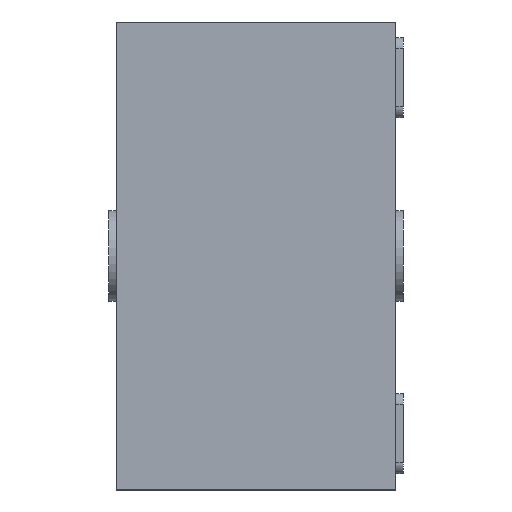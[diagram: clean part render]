
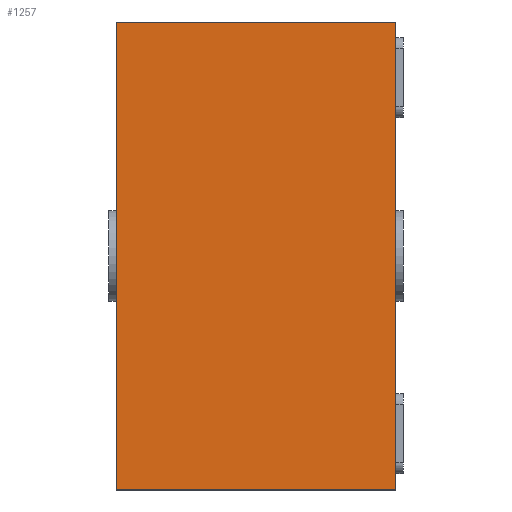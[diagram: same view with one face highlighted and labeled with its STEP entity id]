
A CAD part, left-side view. The second image highlights one B-rep face of the part: STEP entity #1257.
In plain terms, the highlighted planar face has unit normal (-1, 0, 0).
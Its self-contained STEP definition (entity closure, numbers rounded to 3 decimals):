
#81 = AXIS2_PLACEMENT_3D ( 'NONE', #2286, #2299, #919 ) ;
#147 = LINE ( 'NONE', #349, #2300 ) ;
#247 = LINE ( 'NONE', #1447, #2482 ) ;
#279 = EDGE_CURVE ( 'NONE', #853, #417, #2424, .T. ) ;
#336 = FACE_OUTER_BOUND ( 'NONE', #1411, .T. ) ;
#349 = CARTESIAN_POINT ( 'NONE',  ( -1.019, 0.385, 0.644 ) ) ;
#352 = VECTOR ( 'NONE', #2084, 1000. ) ;
#357 = EDGE_CURVE ( 'NONE', #417, #2450, #147, .T. ) ;
#417 = VERTEX_POINT ( 'NONE', #1934 ) ;
#500 = PLANE ( 'NONE',  #81 ) ;
#518 = LINE ( 'NONE', #1307, #611 ) ;
#569 = ORIENTED_EDGE ( 'NONE', *, *, #279, .F. ) ;
#611 = VECTOR ( 'NONE', #1875, 1000. ) ;
#853 = VERTEX_POINT ( 'NONE', #1912 ) ;
#877 = ORIENTED_EDGE ( 'NONE', *, *, #947, .T. ) ;
#919 = DIRECTION ( 'NONE',  ( 0., 0., -1. ) ) ;
#947 = EDGE_CURVE ( 'NONE', #1123, #2450, #518, .T. ) ;
#1123 = VERTEX_POINT ( 'NONE', #2422 ) ;
#1197 = EDGE_CURVE ( 'NONE', #853, #1123, #247, .T. ) ;
#1214 = ORIENTED_EDGE ( 'NONE', *, *, #357, .F. ) ;
#1257 = ADVANCED_FACE ( 'NONE', ( #336 ), #500, .F. ) ;
#1307 = CARTESIAN_POINT ( 'NONE',  ( -1.019, -0.385, 0.644 ) ) ;
#1411 = EDGE_LOOP ( 'NONE', ( #877, #1214, #569, #2276 ) ) ;
#1447 = CARTESIAN_POINT ( 'NONE',  ( -1.019, 0.385, -0.644 ) ) ;
#1498 = CARTESIAN_POINT ( 'NONE',  ( -1.019, 0.385, 0.644 ) ) ;
#1813 = DIRECTION ( 'NONE',  ( 0., -1., 0. ) ) ;
#1875 = DIRECTION ( 'NONE',  ( 0., 0., 1. ) ) ;
#1912 = CARTESIAN_POINT ( 'NONE',  ( -1.019, 0.385, -0.644 ) ) ;
#1934 = CARTESIAN_POINT ( 'NONE',  ( -1.019, 0.385, 0.644 ) ) ;
#2084 = DIRECTION ( 'NONE',  ( 0., 0., 1. ) ) ;
#2185 = CARTESIAN_POINT ( 'NONE',  ( -1.019, -0.385, 0.644 ) ) ;
#2276 = ORIENTED_EDGE ( 'NONE', *, *, #1197, .T. ) ;
#2286 = CARTESIAN_POINT ( 'NONE',  ( -1.019, 0.385, 0.644 ) ) ;
#2299 = DIRECTION ( 'NONE',  ( 1., 0., 0. ) ) ;
#2300 = VECTOR ( 'NONE', #2499, 1000. ) ;
#2422 = CARTESIAN_POINT ( 'NONE',  ( -1.019, -0.385, -0.644 ) ) ;
#2424 = LINE ( 'NONE', #1498, #352 ) ;
#2450 = VERTEX_POINT ( 'NONE', #2185 ) ;
#2482 = VECTOR ( 'NONE', #1813, 1000. ) ;
#2499 = DIRECTION ( 'NONE',  ( 0., -1., 0. ) ) ;
